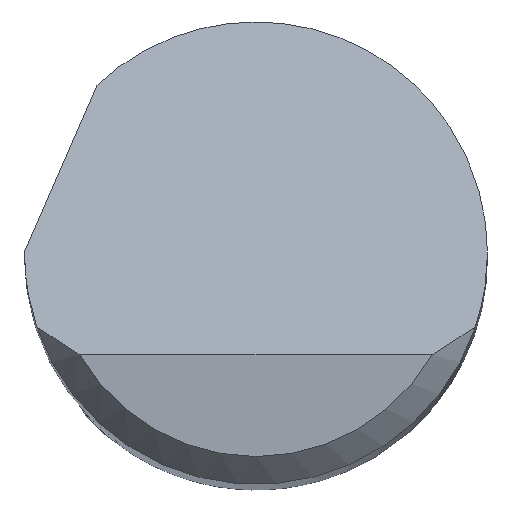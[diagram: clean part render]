
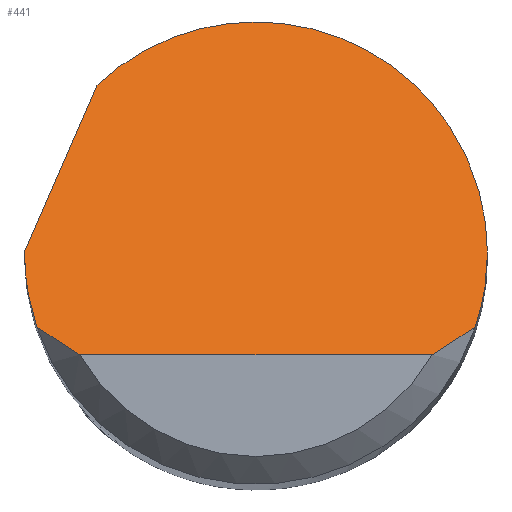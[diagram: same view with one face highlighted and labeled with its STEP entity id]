
A CAD part, top view. The second image highlights one B-rep face of the part: STEP entity #441.
In plain terms, the highlighted planar face has unit normal (0, 0.707, 0.707).
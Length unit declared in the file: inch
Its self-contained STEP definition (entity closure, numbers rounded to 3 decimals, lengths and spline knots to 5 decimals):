
#1 = DIRECTION ( 'NONE',  ( 0., -0.707, -0.707 ) ) ;
#4 = FACE_OUTER_BOUND ( 'NONE', #144, .T. ) ;
#16 = ORIENTED_EDGE ( 'NONE', *, *, #178, .F. ) ;
#24 = CARTESIAN_POINT ( 'NONE',  ( 0.125, 0.12819, 1.81681 ) ) ;
#27 = CARTESIAN_POINT ( 'NONE',  ( 0.125, 0., 1.945 ) ) ;
#37 = CARTESIAN_POINT ( 'NONE',  ( 0.12279, -0.02708, 1.97208 ) ) ;
#54 = EDGE_CURVE ( 'NONE', #391, #743, #840, .T. ) ;
#65 = VECTOR ( 'NONE', #145, 39.37008 ) ;
#66 = ORIENTED_EDGE ( 'NONE', *, *, #364, .F. ) ;
#69 = CARTESIAN_POINT ( 'NONE',  ( -0.125, 0.00067, 1.94433 ) ) ;
#84 = EDGE_CURVE ( 'NONE', #719, #438, #97, .T. ) ;
#97 = B_SPLINE_CURVE_WITH_KNOTS ( 'NONE', 3,
 ( #137, #265, #410, #796 ),
 .UNSPECIFIED., .F., .F.,
 ( 4, 4 ),
 ( 0., 0.0008 ),
 .UNSPECIFIED. ) ;
#117 = CARTESIAN_POINT ( 'NONE',  ( 0.11843, -0.04, 1.985 ) ) ;
#125 = CARTESIAN_POINT ( 'NONE',  ( 0.125, 0., 1.945 ) ) ;
#137 = CARTESIAN_POINT ( 'NONE',  ( 0.09526, -0.055, 2. ) ) ;
#144 = EDGE_LOOP ( 'NONE', ( #157, #722, #66, #305, #697, #16, #830, #551 ) ) ;
#145 = DIRECTION ( 'NONE',  ( 1., 0., 0. ) ) ;
#157 = ORIENTED_EDGE ( 'NONE', *, *, #519, .T. ) ;
#173 = CARTESIAN_POINT ( 'NONE',  ( 0.11843, -0.04, 1.985 ) ) ;
#178 = EDGE_CURVE ( 'NONE', #743, #716, #657, .T. ) ;
#182 = CARTESIAN_POINT ( 'NONE',  ( -0.11843, -0.04, 1.985 ) ) ;
#189 = CARTESIAN_POINT ( 'NONE',  ( 0.09526, -0.055, 2. ) ) ;
#243 = CARTESIAN_POINT ( 'NONE',  ( -0.125, 0., 1.945 ) ) ;
#250 = LINE ( 'NONE', #408, #401 ) ;
#265 = CARTESIAN_POINT ( 'NONE',  ( 0.10339, -0.05031, 1.99531 ) ) ;
#272 =( BOUNDED_CURVE ( )  B_SPLINE_CURVE ( 3, ( #125, #701, #37, #117 ),
 .UNSPECIFIED., .F., .F. ) 
 B_SPLINE_CURVE_WITH_KNOTS ( ( 4, 4 ),
 ( 1.5708, 1.89653 ),
 .UNSPECIFIED. ) 
 CURVE ( )  GEOMETRIC_REPRESENTATION_ITEM ( )  RATIONAL_B_SPLINE_CURVE ( ( 1., 0.991, 0.991, 1. ) ) 
 REPRESENTATION_ITEM ( '' )  );
#295 = EDGE_CURVE ( 'NONE', #391, #400, #411, .T. ) ;
#305 = ORIENTED_EDGE ( 'NONE', *, *, #655, .F. ) ;
#318 = CARTESIAN_POINT ( 'NONE',  ( -0.125, 0., 1.945 ) ) ;
#333 = CARTESIAN_POINT ( 'NONE',  ( -0.125, 0.001, 1.944 ) ) ;
#337 = CARTESIAN_POINT ( 'NONE',  ( -0.125, -0.055, 2. ) ) ;
#355 = CARTESIAN_POINT ( 'NONE',  ( -0.08588, 0.09083, 1.85417 ) ) ;
#364 = EDGE_CURVE ( 'NONE', #596, #438, #272, .T. ) ;
#382 = CARTESIAN_POINT ( 'NONE',  ( -0.11843, -0.04, 1.985 ) ) ;
#391 = VERTEX_POINT ( 'NONE', #382 ) ;
#394 = CARTESIAN_POINT ( 'NONE',  ( -0.125, 0., 1.945 ) ) ;
#400 = VERTEX_POINT ( 'NONE', #513 ) ;
#401 = VECTOR ( 'NONE', #598, 39.37008 ) ;
#408 = CARTESIAN_POINT ( 'NONE',  ( -0.14727, -0.05015, 1.99515 ) ) ;
#410 = CARTESIAN_POINT ( 'NONE',  ( 0.11107, -0.04528, 1.99028 ) ) ;
#411 = B_SPLINE_CURVE_WITH_KNOTS ( 'NONE', 3,
 ( #690, #484, #682, #626 ),
 .UNSPECIFIED., .F., .F.,
 ( 4, 4 ),
 ( 0., 0.0008 ),
 .UNSPECIFIED. ) ;
#438 = VERTEX_POINT ( 'NONE', #173 ) ;
#441 = ADVANCED_FACE ( 'NONE', ( #4 ), #672, .F. ) ;
#450 = CARTESIAN_POINT ( 'NONE',  ( -0.12279, -0.02708, 1.97208 ) ) ;
#456 =( BOUNDED_CURVE ( )  B_SPLINE_CURVE ( 3, ( #355, #619, #24, #695 ),
 .UNSPECIFIED., .F., .T. ) 
 B_SPLINE_CURVE_WITH_KNOTS ( ( 4, 4 ),
 ( 5.52582, 7.85398 ),
 .UNSPECIFIED. ) 
 CURVE ( )  GEOMETRIC_REPRESENTATION_ITEM ( )  RATIONAL_B_SPLINE_CURVE ( ( 1., 0.597, 0.597, 1. ) ) 
 REPRESENTATION_ITEM ( '' )  );
#457 = CARTESIAN_POINT ( 'NONE',  ( -0.125, 0.001, 1.944 ) ) ;
#484 = CARTESIAN_POINT ( 'NONE',  ( -0.11107, -0.04528, 1.99028 ) ) ;
#513 = CARTESIAN_POINT ( 'NONE',  ( -0.09526, -0.055, 2. ) ) ;
#519 = EDGE_CURVE ( 'NONE', #400, #719, #609, .T. ) ;
#551 = ORIENTED_EDGE ( 'NONE', *, *, #295, .T. ) ;
#596 = VERTEX_POINT ( 'NONE', #27 ) ;
#598 = DIRECTION ( 'NONE',  ( 0.294, 0.676, -0.676 ) ) ;
#609 = LINE ( 'NONE', #733, #65 ) ;
#619 = CARTESIAN_POINT ( 'NONE',  ( 0.00727, 0.1789, 1.7661 ) ) ;
#626 = CARTESIAN_POINT ( 'NONE',  ( -0.09526, -0.055, 2. ) ) ;
#655 = EDGE_CURVE ( 'NONE', #858, #596, #456, .T. ) ;
#657 =( BOUNDED_CURVE ( )  B_SPLINE_CURVE ( 3, ( #394, #663, #69, #333 ),
 .UNSPECIFIED., .F., .F. ) 
 B_SPLINE_CURVE_WITH_KNOTS ( ( 4, 4 ),
 ( 4.71239, 4.72039 ),
 .UNSPECIFIED. ) 
 CURVE ( )  GEOMETRIC_REPRESENTATION_ITEM ( )  RATIONAL_B_SPLINE_CURVE ( ( 1., 1., 1., 1. ) ) 
 REPRESENTATION_ITEM ( '' )  );
#660 = CARTESIAN_POINT ( 'NONE',  ( -0.08588, 0.09083, 1.85417 ) ) ;
#663 = CARTESIAN_POINT ( 'NONE',  ( -0.125, 0.00033, 1.94467 ) ) ;
#672 = PLANE ( 'NONE',  #806 ) ;
#682 = CARTESIAN_POINT ( 'NONE',  ( -0.10339, -0.05031, 1.99531 ) ) ;
#690 = CARTESIAN_POINT ( 'NONE',  ( -0.11843, -0.04, 1.985 ) ) ;
#695 = CARTESIAN_POINT ( 'NONE',  ( 0.125, 0., 1.945 ) ) ;
#697 = ORIENTED_EDGE ( 'NONE', *, *, #800, .F. ) ;
#701 = CARTESIAN_POINT ( 'NONE',  ( 0.125, -0.01363, 1.95863 ) ) ;
#712 = CARTESIAN_POINT ( 'NONE',  ( -0.125, -0.01363, 1.95863 ) ) ;
#716 = VERTEX_POINT ( 'NONE', #457 ) ;
#719 = VERTEX_POINT ( 'NONE', #189 ) ;
#721 = DIRECTION ( 'NONE',  ( 0., 0.707, -0.707 ) ) ;
#722 = ORIENTED_EDGE ( 'NONE', *, *, #84, .T. ) ;
#733 = CARTESIAN_POINT ( 'NONE',  ( 0., -0.055, 2. ) ) ;
#743 = VERTEX_POINT ( 'NONE', #243 ) ;
#796 = CARTESIAN_POINT ( 'NONE',  ( 0.11843, -0.04, 1.985 ) ) ;
#800 = EDGE_CURVE ( 'NONE', #716, #858, #250, .T. ) ;
#806 = AXIS2_PLACEMENT_3D ( 'NONE', #337, #1, #721 ) ;
#830 = ORIENTED_EDGE ( 'NONE', *, *, #54, .F. ) ;
#840 =( BOUNDED_CURVE ( )  B_SPLINE_CURVE ( 3, ( #182, #450, #712, #318 ),
 .UNSPECIFIED., .F., .T. ) 
 B_SPLINE_CURVE_WITH_KNOTS ( ( 4, 4 ),
 ( 4.38666, 4.71239 ),
 .UNSPECIFIED. ) 
 CURVE ( )  GEOMETRIC_REPRESENTATION_ITEM ( )  RATIONAL_B_SPLINE_CURVE ( ( 1., 0.991, 0.991, 1. ) ) 
 REPRESENTATION_ITEM ( '' )  );
#858 = VERTEX_POINT ( 'NONE', #660 ) ;
